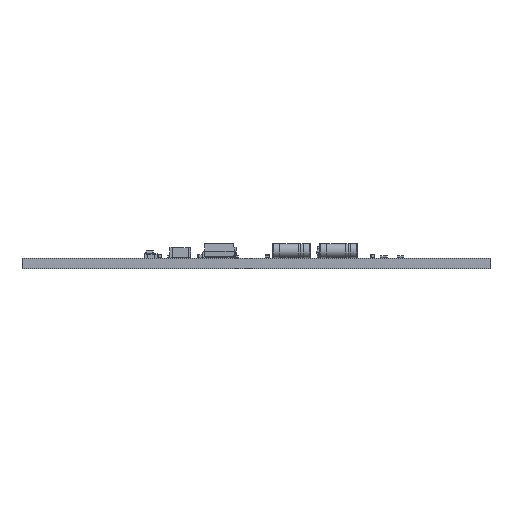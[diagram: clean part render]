
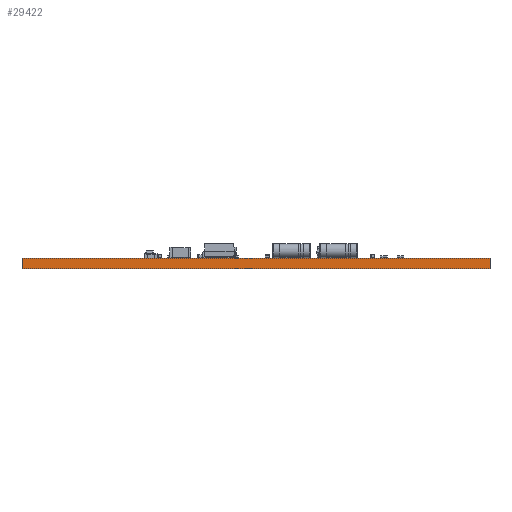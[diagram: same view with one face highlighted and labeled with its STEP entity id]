
A CAD part, front view. The second image highlights one B-rep face of the part: STEP entity #29422.
In plain terms, the highlighted planar face has unit normal (0, -1, 0).
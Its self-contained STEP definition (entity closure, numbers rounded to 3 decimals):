
#24853 = PLANE('',#24854);
#24854 = AXIS2_PLACEMENT_3D('',#24855,#24856,#24857);
#24855 = CARTESIAN_POINT('',(195.765,-102.159,1.6));
#24856 = DIRECTION('',(0.,0.,-1.));
#24857 = DIRECTION('',(-1.,0.,0.));
#24907 = PLANE('',#24908);
#24908 = AXIS2_PLACEMENT_3D('',#24909,#24910,#24911);
#24909 = CARTESIAN_POINT('',(195.765,-102.159,0.));
#24910 = DIRECTION('',(0.,0.,-1.));
#24911 = DIRECTION('',(-1.,0.,0.));
#25268 = VERTEX_POINT('',#25269);
#25269 = CARTESIAN_POINT('',(231.53,-125.,0.));
#25283 = PLANE('',#25284);
#25284 = AXIS2_PLACEMENT_3D('',#25285,#25286,#25287);
#25285 = CARTESIAN_POINT('',(231.53,-99.58,0.));
#25286 = DIRECTION('',(1.,0.,0.));
#25287 = DIRECTION('',(0.,-1.,0.));
#25295 = EDGE_CURVE('',#25268,#25296,#25298,.T.);
#25296 = VERTEX_POINT('',#25297);
#25297 = CARTESIAN_POINT('',(160.,-125.,0.));
#25298 = SURFACE_CURVE('',#25299,(#25303,#25310),.PCURVE_S1.);
#25299 = LINE('',#25300,#25301);
#25300 = CARTESIAN_POINT('',(231.53,-125.,0.));
#25301 = VECTOR('',#25302,1.);
#25302 = DIRECTION('',(-1.,0.,0.));
#25303 = PCURVE('',#24907,#25304);
#25304 = DEFINITIONAL_REPRESENTATION('',(#25305),#25309);
#25305 = LINE('',#25306,#25307);
#25306 = CARTESIAN_POINT('',(-35.765,-22.841));
#25307 = VECTOR('',#25308,1.);
#25308 = DIRECTION('',(1.,0.));
#25309 = ( GEOMETRIC_REPRESENTATION_CONTEXT(2) 
PARAMETRIC_REPRESENTATION_CONTEXT() REPRESENTATION_CONTEXT('2D SPACE',''
  ) );
#25310 = PCURVE('',#25311,#25316);
#25311 = PLANE('',#25312);
#25312 = AXIS2_PLACEMENT_3D('',#25313,#25314,#25315);
#25313 = CARTESIAN_POINT('',(231.53,-125.,0.));
#25314 = DIRECTION('',(0.,-1.,0.));
#25315 = DIRECTION('',(-1.,0.,0.));
#25316 = DEFINITIONAL_REPRESENTATION('',(#25317),#25321);
#25317 = LINE('',#25318,#25319);
#25318 = CARTESIAN_POINT('',(0.,0.));
#25319 = VECTOR('',#25320,1.);
#25320 = DIRECTION('',(1.,0.));
#25321 = ( GEOMETRIC_REPRESENTATION_CONTEXT(2) 
PARAMETRIC_REPRESENTATION_CONTEXT() REPRESENTATION_CONTEXT('2D SPACE',''
  ) );
#25339 = PLANE('',#25340);
#25340 = AXIS2_PLACEMENT_3D('',#25341,#25342,#25343);
#25341 = CARTESIAN_POINT('',(160.,-125.,0.));
#25342 = DIRECTION('',(-1.,0.,0.));
#25343 = DIRECTION('',(0.,1.,0.));
#27417 = VERTEX_POINT('',#27418);
#27418 = CARTESIAN_POINT('',(231.53,-125.,1.6));
#27439 = EDGE_CURVE('',#27417,#27440,#27442,.T.);
#27440 = VERTEX_POINT('',#27441);
#27441 = CARTESIAN_POINT('',(160.,-125.,1.6));
#27442 = SURFACE_CURVE('',#27443,(#27447,#27454),.PCURVE_S1.);
#27443 = LINE('',#27444,#27445);
#27444 = CARTESIAN_POINT('',(231.53,-125.,1.6));
#27445 = VECTOR('',#27446,1.);
#27446 = DIRECTION('',(-1.,0.,0.));
#27447 = PCURVE('',#24853,#27448);
#27448 = DEFINITIONAL_REPRESENTATION('',(#27449),#27453);
#27449 = LINE('',#27450,#27451);
#27450 = CARTESIAN_POINT('',(-35.765,-22.841));
#27451 = VECTOR('',#27452,1.);
#27452 = DIRECTION('',(1.,0.));
#27453 = ( GEOMETRIC_REPRESENTATION_CONTEXT(2) 
PARAMETRIC_REPRESENTATION_CONTEXT() REPRESENTATION_CONTEXT('2D SPACE',''
  ) );
#27454 = PCURVE('',#25311,#27455);
#27455 = DEFINITIONAL_REPRESENTATION('',(#27456),#27460);
#27456 = LINE('',#27457,#27458);
#27457 = CARTESIAN_POINT('',(0.,-1.6));
#27458 = VECTOR('',#27459,1.);
#27459 = DIRECTION('',(1.,0.));
#27460 = ( GEOMETRIC_REPRESENTATION_CONTEXT(2) 
PARAMETRIC_REPRESENTATION_CONTEXT() REPRESENTATION_CONTEXT('2D SPACE',''
  ) );
#29372 = EDGE_CURVE('',#25296,#27440,#29373,.T.);
#29373 = SURFACE_CURVE('',#29374,(#29378,#29385),.PCURVE_S1.);
#29374 = LINE('',#29375,#29376);
#29375 = CARTESIAN_POINT('',(160.,-125.,0.));
#29376 = VECTOR('',#29377,1.);
#29377 = DIRECTION('',(0.,0.,1.));
#29378 = PCURVE('',#25339,#29379);
#29379 = DEFINITIONAL_REPRESENTATION('',(#29380),#29384);
#29380 = LINE('',#29381,#29382);
#29381 = CARTESIAN_POINT('',(0.,0.));
#29382 = VECTOR('',#29383,1.);
#29383 = DIRECTION('',(0.,-1.));
#29384 = ( GEOMETRIC_REPRESENTATION_CONTEXT(2) 
PARAMETRIC_REPRESENTATION_CONTEXT() REPRESENTATION_CONTEXT('2D SPACE',''
  ) );
#29385 = PCURVE('',#25311,#29386);
#29386 = DEFINITIONAL_REPRESENTATION('',(#29387),#29391);
#29387 = LINE('',#29388,#29389);
#29388 = CARTESIAN_POINT('',(71.53,0.));
#29389 = VECTOR('',#29390,1.);
#29390 = DIRECTION('',(0.,-1.));
#29391 = ( GEOMETRIC_REPRESENTATION_CONTEXT(2) 
PARAMETRIC_REPRESENTATION_CONTEXT() REPRESENTATION_CONTEXT('2D SPACE',''
  ) );
#29422 = ADVANCED_FACE('',(#29423),#25311,.T.);
#29423 = FACE_BOUND('',#29424,.T.);
#29424 = EDGE_LOOP('',(#29425,#29446,#29447,#29448));
#29425 = ORIENTED_EDGE('',*,*,#29426,.T.);
#29426 = EDGE_CURVE('',#25268,#27417,#29427,.T.);
#29427 = SURFACE_CURVE('',#29428,(#29432,#29439),.PCURVE_S1.);
#29428 = LINE('',#29429,#29430);
#29429 = CARTESIAN_POINT('',(231.53,-125.,0.));
#29430 = VECTOR('',#29431,1.);
#29431 = DIRECTION('',(0.,0.,1.));
#29432 = PCURVE('',#25311,#29433);
#29433 = DEFINITIONAL_REPRESENTATION('',(#29434),#29438);
#29434 = LINE('',#29435,#29436);
#29435 = CARTESIAN_POINT('',(0.,0.));
#29436 = VECTOR('',#29437,1.);
#29437 = DIRECTION('',(0.,-1.));
#29438 = ( GEOMETRIC_REPRESENTATION_CONTEXT(2) 
PARAMETRIC_REPRESENTATION_CONTEXT() REPRESENTATION_CONTEXT('2D SPACE',''
  ) );
#29439 = PCURVE('',#25283,#29440);
#29440 = DEFINITIONAL_REPRESENTATION('',(#29441),#29445);
#29441 = LINE('',#29442,#29443);
#29442 = CARTESIAN_POINT('',(25.42,0.));
#29443 = VECTOR('',#29444,1.);
#29444 = DIRECTION('',(0.,-1.));
#29445 = ( GEOMETRIC_REPRESENTATION_CONTEXT(2) 
PARAMETRIC_REPRESENTATION_CONTEXT() REPRESENTATION_CONTEXT('2D SPACE',''
  ) );
#29446 = ORIENTED_EDGE('',*,*,#27439,.T.);
#29447 = ORIENTED_EDGE('',*,*,#29372,.F.);
#29448 = ORIENTED_EDGE('',*,*,#25295,.F.);
